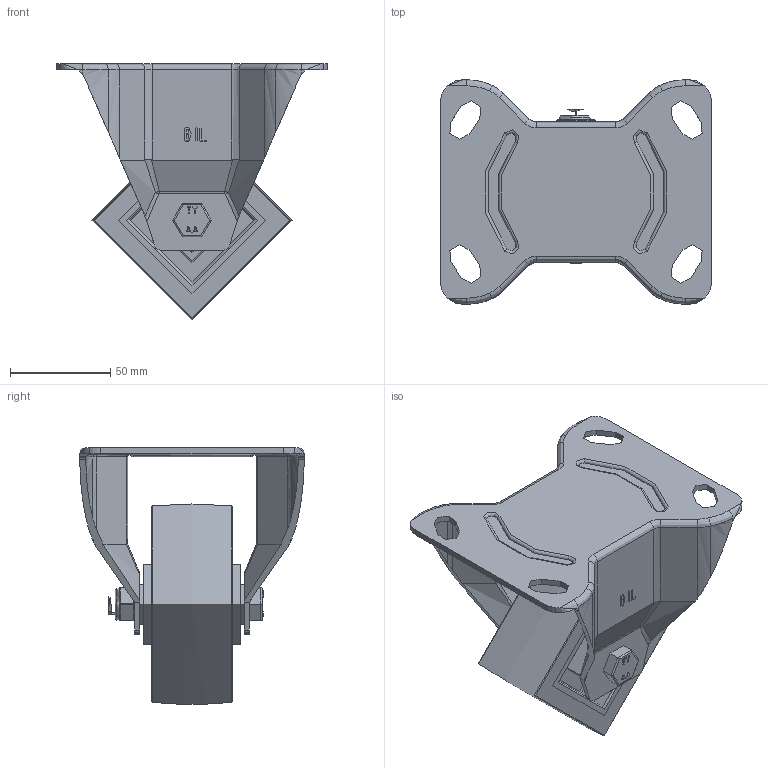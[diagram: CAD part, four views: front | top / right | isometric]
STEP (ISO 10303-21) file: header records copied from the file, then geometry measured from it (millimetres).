
FILE_DESCRIPTION(/* description */ (''),/* implementation_level */ '2;1');
FILE_NAME(/* name */ 'BZEHF100NPBJLP.step',/* time_stamp */ '2025-06-05T12:25:43+01:00',/* author */ (''),/* organization */ (''),/* preprocessor_version */ 'ST-DEVELOPER v20.1',/* originating_system */ 'Autodesk Translation Framework v14.10.0.0',/* authorisation */ '');
FILE_SCHEMA (('AUTOMOTIVE_DESIGN { 1 0 10303 214 3 1 1 }'));
Length unit declared in the file: millimetre
Products named in the file (26): BZEHF100NPBJLP; BZEHF100ASLP - 52 v1; ZINC PLATED, PRESSED STEEL BRACKET; BZH100WNPBJM15 v1; POLYURETHANE TYRE; NYLON RIM; BEARING6002; Pattern; BEARING6002 (1); Pattern (1); Component1; METAL; METAL2; MIDDLE; RUBBER; BEARING SPACER; TH15X2X10 v1; ZINC PLATED HEADED SPACER; TH15X2X10 v1 (1); ZINC PLATED HEADED SPACER (1); HEXBOLTM10X70Z8.8 v2; GRADE 8.8 THREADED ZINC PLATED BOLT; NYLOCM10Z v1; NYLOC NUT; RUBBER (1); NUT
Assembly tree (48 placements, depth 5):
  BZEHF100NPBJLP
    BZEHF100ASLP - 52 v1
      ZINC PLATED, PRESSED STEEL BRACKET
    BZH100WNPBJM15 v1
      POLYURETHANE TYRE
      NYLON RIM
      BEARING6002
        METAL
        METAL2
        Pattern
          Component1  x9
        MIDDLE
        RUBBER  x2
      BEARING6002 (1)
        Pattern (1)
          Component1  x9
        METAL
        METAL2
        MIDDLE
        RUBBER  x2
      BEARING SPACER
    TH15X2X10 v1
      ZINC PLATED HEADED SPACER
    TH15X2X10 v1 (1)
      ZINC PLATED HEADED SPACER (1)
    HEXBOLTM10X70Z8.8 v2
      GRADE 8.8 THREADED ZINC PLATED BOLT
    NYLOCM10Z v1
      NYLOC NUT
        RUBBER (1)
        NUT
Bounding box: 135 x 112 x 127.89 mm (x, y, z)
Volume: 317831.5 mm3; surface area: 141322.2 mm2
Topology: 37 solids, 37 shells, 1204 faces, 3039 edges, 1967 vertices
Faces by surface type: bspline 429, plane 402, cylinder 232, sphere 66, torus 55, cone 20
Full cylindrical faces by diameter (mm): 8.141 x18, 9.85 x19, 10 x3, 10.2 x2, 10.5 x2, 12 x2, 14.75 x2, 15 x3, 16 x2, 19 x3, 20 x6, 20.5 x4, 21.5 x4, 26.8 x4, 28 x2, 28.2 x8, 30 x1, 32 x4, 40 x2, 63 x2, 73 x2
Entity records: 32460 total; most frequent: CARTESIAN_POINT 16183, ORIENTED_EDGE 3392, DIRECTION 2938, EDGE_CURVE 1696, AXIS2_PLACEMENT_3D 1131, VERTEX_POINT 1087, EDGE_LOOP 794, FACE_OUTER_BOUND 689
